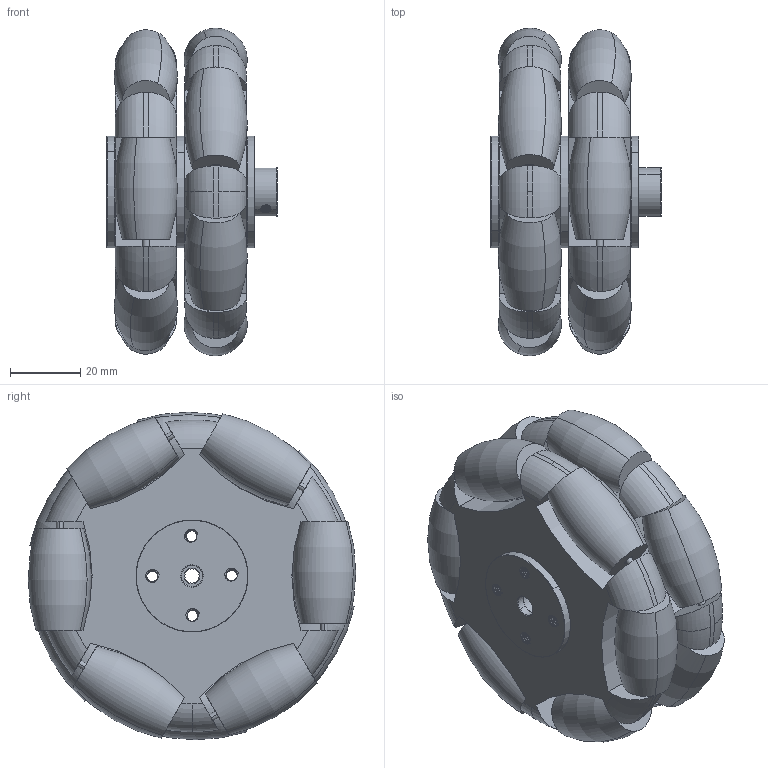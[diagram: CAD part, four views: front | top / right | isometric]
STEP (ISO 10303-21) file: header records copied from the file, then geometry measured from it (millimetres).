
FILE_DESCRIPTION (( 'STEP AP214' ), '1' );
FILE_NAME ('16-0002.STEP', '2025-08-25T09:25:22', ( '' ), ( '' ), 'SwSTEP 2.0', 'SolidWorks 2025', '' );
FILE_SCHEMA (( 'AUTOMOTIVE_DESIGN' ));
Length unit declared in the file: millimetre
Products named in the file (6): 08-0014_預設; Omni_預設; omni-wheel_預設; 16-0002; 08-0024_預設; 13-0008_預設
Assembly tree (12 placements, depth 3):
  16-0002
    13-0008_預設  x2
      Omni_預設
      omni-wheel_預設
    08-0024_預設
    08-0014_預設  x2
Bounding box: 48.6 x 93.43 x 93.43 mm (x, y, z)
Volume: 197489.1 mm3; surface area: 61940.8 mm2
Topology: 17 solids, 17 shells, 373 faces, 994 edges, 654 vertices
Faces by surface type: cylinder 204, torus 78, plane 59, bspline 32
Entity records: 17865 total; most frequent: CARTESIAN_POINT 13140, ORIENTED_EDGE 1038, DIRECTION 862, EDGE_CURVE 519, AXIS2_PLACEMENT_3D 360, VERTEX_POINT 340, EDGE_LOOP 231, FACE_OUTER_BOUND 186
